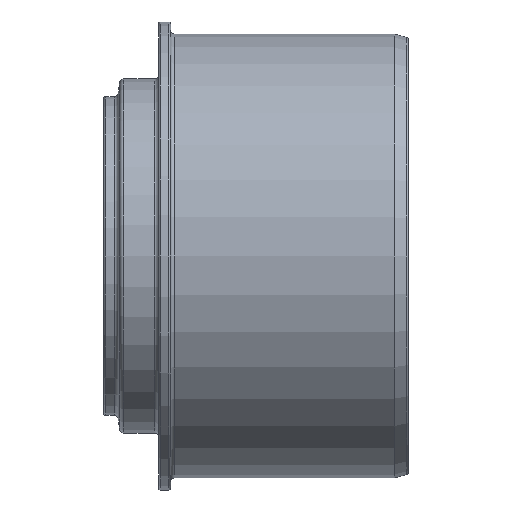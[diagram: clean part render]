
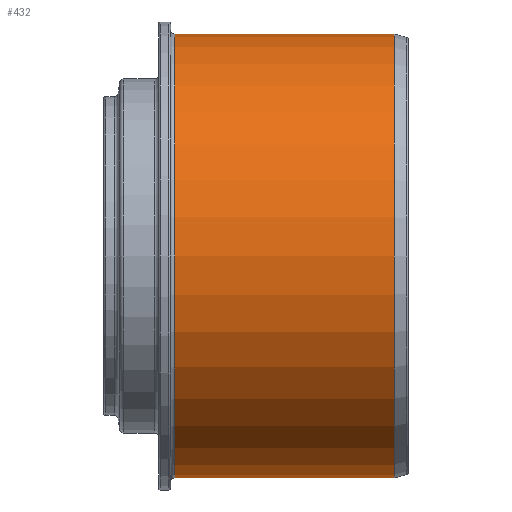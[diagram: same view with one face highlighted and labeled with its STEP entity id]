
A CAD part, left-side view. The second image highlights one B-rep face of the part: STEP entity #432.
In plain terms, the highlighted cylindrical face has radius 55.1 mm (diameter 110.2 mm), a full revolution.
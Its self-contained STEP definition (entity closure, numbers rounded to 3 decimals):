
#18=CYLINDRICAL_SURFACE('',#494,55.1);
#56=FACE_BOUND('',#154,.T.);
#96=FACE_OUTER_BOUND('',#153,.T.);
#153=EDGE_LOOP('',(#353));
#154=EDGE_LOOP('',(#354));
#208=CIRCLE('',#474,55.1);
#218=CIRCLE('',#493,55.1);
#248=VERTEX_POINT('',#726);
#258=VERTEX_POINT('',#755);
#288=EDGE_CURVE('',#248,#248,#208,.T.);
#298=EDGE_CURVE('',#258,#258,#218,.T.);
#353=ORIENTED_EDGE('',*,*,#288,.F.);
#354=ORIENTED_EDGE('',*,*,#298,.F.);
#432=ADVANCED_FACE('',(#96,#56),#18,.T.);
#474=AXIS2_PLACEMENT_3D('',#727,#573,#574);
#493=AXIS2_PLACEMENT_3D('',#756,#611,#612);
#494=AXIS2_PLACEMENT_3D('',#757,#613,#614);
#573=DIRECTION('center_axis',(0.,-1.,0.));
#574=DIRECTION('ref_axis',(1.,0.,0.));
#611=DIRECTION('center_axis',(0.,1.,0.));
#612=DIRECTION('ref_axis',(-1.,0.,0.));
#613=DIRECTION('center_axis',(0.,-1.,0.));
#614=DIRECTION('ref_axis',(1.,0.,0.));
#726=CARTESIAN_POINT('',(59.6,-18.363,0.));
#727=CARTESIAN_POINT('Origin',(4.5,-18.363,0.));
#755=CARTESIAN_POINT('',(59.6,36.137,0.));
#756=CARTESIAN_POINT('Origin',(4.5,36.137,0.));
#757=CARTESIAN_POINT('Origin',(4.5,9.387,0.));
